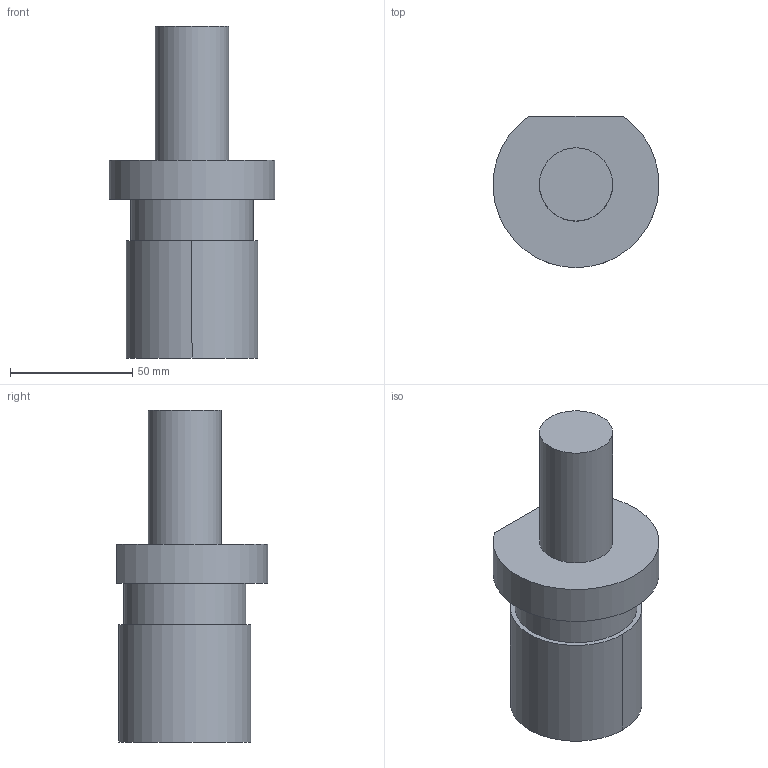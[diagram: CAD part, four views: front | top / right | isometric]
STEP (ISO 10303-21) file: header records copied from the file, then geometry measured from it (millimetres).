
FILE_DESCRIPTION(/* description */ (''),/* implementation_level */ '2;1');
FILE_NAME(/* name */ 'VDI.30-QTCC.M5.M22.stp',/* time_stamp */ '2024-10-02T08:37:01+02:00',/* author */ (''),/* organization */ (''),/* preprocessor_version */ 'ST-DEVELOPER v16.7',/* originating_system */ 'SIEMENS PLM Software NX 12.0',/* authorisation */ '');
FILE_SCHEMA (('AUTOMOTIVE_DESIGN { 1 0 10303 214 3 1 1 1 }'));
Length unit declared in the file: millimetre
Products named in the file (1): pf6624DC61AFpnsv
Bounding box: 67.92 x 62 x 136 mm (x, y, z)
Volume: 237778.2 mm3; surface area: 26978.3 mm2
Topology: 1 solids, 1 shells, 11 faces, 21 edges, 15 vertices
Faces by surface type: plane 6, cylinder 5
Full cylindrical faces by diameter (mm): 30 x1, 50 x1
Entity records: 367 total; most frequent: DIRECTION 64, CARTESIAN_POINT 54, ORIENTED_EDGE 44, AXIS2_PLACEMENT_3D 27, EDGE_CURVE 22, VERTEX_POINT 17, EDGE_LOOP 15, CIRCLE 12
